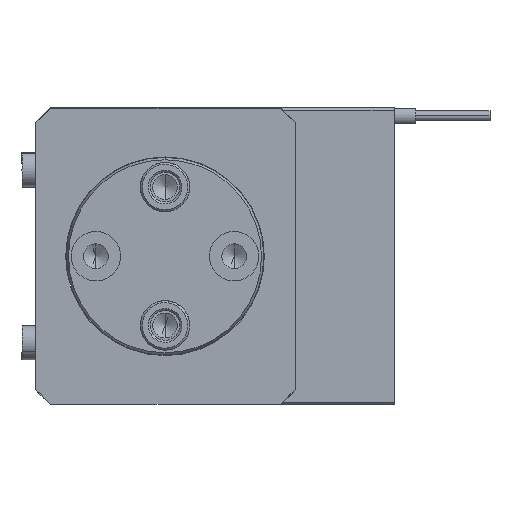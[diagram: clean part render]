
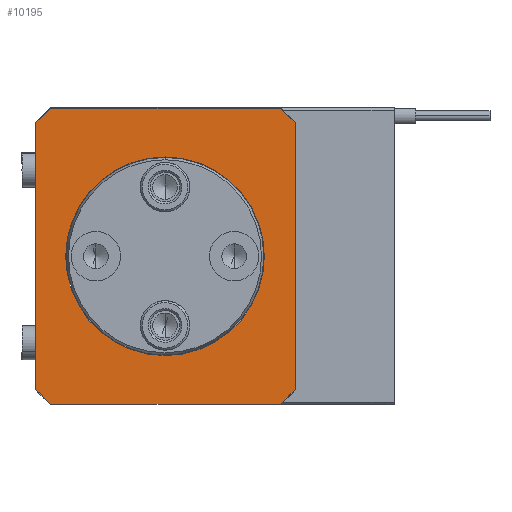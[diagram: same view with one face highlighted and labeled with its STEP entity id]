
A CAD part, left-side view. The second image highlights one B-rep face of the part: STEP entity #10195.
In plain terms, the highlighted face is planar.
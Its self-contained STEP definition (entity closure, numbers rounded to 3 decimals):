
#103 = AXIS2_PLACEMENT_3D ( 'NONE', #13878, #27068, #40701 ) ;
#184 = LINE ( 'NONE', #35272, #28493 ) ;
#1709 = EDGE_CURVE ( 'NONE', #24513, #21017, #10609, .T. ) ;
#2132 = EDGE_LOOP ( 'NONE', ( #30644, #22225 ) ) ;
#2272 = DIRECTION ( 'NONE',  ( 1., 0., 0. ) ) ;
#2513 = AXIS2_PLACEMENT_3D ( 'NONE', #34955, #20674, #4020 ) ;
#3307 = DIRECTION ( 'NONE',  ( 0., 0., 1. ) ) ;
#3341 = CIRCLE ( 'NONE', #28340, 20.1 ) ;
#3497 = CARTESIAN_POINT ( 'NONE',  ( 26.625, 26.625, 14.3 ) ) ;
#3944 = EDGE_CURVE ( 'NONE', #22155, #41896, #24839, .T. ) ;
#4020 = DIRECTION ( 'NONE',  ( 1., 0., 0. ) ) ;
#5161 = CARTESIAN_POINT ( 'NONE',  ( -20.1, 0.1, 14.3 ) ) ;
#5240 = VECTOR ( 'NONE', #14352, 1000. ) ;
#5368 = CARTESIAN_POINT ( 'NONE',  ( -27., -26.25, 14.3 ) ) ;
#6783 = EDGE_LOOP ( 'NONE', ( #43422, #16324, #25614, #26688, #11643, #14649, #17691, #23193 ) ) ;
#6941 = CARTESIAN_POINT ( 'NONE',  ( -30., -23.25, 14.3 ) ) ;
#7990 = CARTESIAN_POINT ( 'NONE',  ( 30., 26.25, 14.3 ) ) ;
#10195 = ADVANCED_FACE ( 'NONE', ( #21410, #25705 ), #13279, .T. ) ;
#10318 = CARTESIAN_POINT ( 'NONE',  ( 26.625, -26.625, 14.3 ) ) ;
#10609 = LINE ( 'NONE', #3497, #15397 ) ;
#10958 = CARTESIAN_POINT ( 'NONE',  ( 30., 23.25, 14.3 ) ) ;
#11332 = CARTESIAN_POINT ( 'NONE',  ( 30., -23.25, 14.3 ) ) ;
#11643 = ORIENTED_EDGE ( 'NONE', *, *, #14811, .T. ) ;
#11885 = VECTOR ( 'NONE', #24388, 1000. ) ;
#12594 = EDGE_CURVE ( 'NONE', #13413, #12863, #28216, .T. ) ;
#12613 = LINE ( 'NONE', #10318, #26528 ) ;
#12863 = VERTEX_POINT ( 'NONE', #5368 ) ;
#13279 = PLANE ( 'NONE',  #103 ) ;
#13413 = VERTEX_POINT ( 'NONE', #6941 ) ;
#13852 = CARTESIAN_POINT ( 'NONE',  ( -30., 23.25, 14.3 ) ) ;
#13878 = CARTESIAN_POINT ( 'NONE',  ( 0., 0., 14.3 ) ) ;
#14352 = DIRECTION ( 'NONE',  ( 0.707, -0.707, 0. ) ) ;
#14353 = DIRECTION ( 'NONE',  ( -0.707, 0.707, 0. ) ) ;
#14649 = ORIENTED_EDGE ( 'NONE', *, *, #30401, .T. ) ;
#14811 = EDGE_CURVE ( 'NONE', #21017, #15078, #184, .T. ) ;
#15078 = VERTEX_POINT ( 'NONE', #40304 ) ;
#15193 = EDGE_CURVE ( 'NONE', #34333, #13413, #20953, .T. ) ;
#15397 = VECTOR ( 'NONE', #14353, 1000. ) ;
#16324 = ORIENTED_EDGE ( 'NONE', *, *, #20369, .T. ) ;
#16876 = DIRECTION ( 'NONE',  ( 0.707, 0.707, 0. ) ) ;
#17244 = VERTEX_POINT ( 'NONE', #11332 ) ;
#17329 = VECTOR ( 'NONE', #25318, 1000. ) ;
#17503 = CARTESIAN_POINT ( 'NONE',  ( -30., 26.25, 14.3 ) ) ;
#17691 = ORIENTED_EDGE ( 'NONE', *, *, #15193, .T. ) ;
#17713 = CARTESIAN_POINT ( 'NONE',  ( 27., 26.25, 14.3 ) ) ;
#20037 = DIRECTION ( 'NONE',  ( -0.707, -0.707, 0. ) ) ;
#20369 = EDGE_CURVE ( 'NONE', #25098, #17244, #12613, .T. ) ;
#20564 = LINE ( 'NONE', #7990, #17329 ) ;
#20674 = DIRECTION ( 'NONE',  ( 0., 0., 1. ) ) ;
#20953 = LINE ( 'NONE', #17503, #11885 ) ;
#21017 = VERTEX_POINT ( 'NONE', #17713 ) ;
#21410 = FACE_BOUND ( 'NONE', #2132, .T. ) ;
#22155 = VERTEX_POINT ( 'NONE', #29128 ) ;
#22225 = ORIENTED_EDGE ( 'NONE', *, *, #3944, .F. ) ;
#23193 = ORIENTED_EDGE ( 'NONE', *, *, #12594, .T. ) ;
#24388 = DIRECTION ( 'NONE',  ( 0., -1., 0. ) ) ;
#24513 = VERTEX_POINT ( 'NONE', #10958 ) ;
#24839 = CIRCLE ( 'NONE', #2513, 20.1 ) ;
#25098 = VERTEX_POINT ( 'NONE', #39031 ) ;
#25318 = DIRECTION ( 'NONE',  ( 0., 1., 0. ) ) ;
#25614 = ORIENTED_EDGE ( 'NONE', *, *, #37462, .T. ) ;
#25705 = FACE_OUTER_BOUND ( 'NONE', #6783, .T. ) ;
#26528 = VECTOR ( 'NONE', #16876, 1000. ) ;
#26688 = ORIENTED_EDGE ( 'NONE', *, *, #1709, .T. ) ;
#27068 = DIRECTION ( 'NONE',  ( 0., 0., 1. ) ) ;
#27788 = VECTOR ( 'NONE', #20037, 1000. ) ;
#28216 = LINE ( 'NONE', #31427, #5240 ) ;
#28340 = AXIS2_PLACEMENT_3D ( 'NONE', #30632, #3307, #36952 ) ;
#28350 = DIRECTION ( 'NONE',  ( -1., 0., 0. ) ) ;
#28493 = VECTOR ( 'NONE', #28350, 1000. ) ;
#29128 = CARTESIAN_POINT ( 'NONE',  ( 20.1, 0.1, 14.3 ) ) ;
#30401 = EDGE_CURVE ( 'NONE', #15078, #34333, #35322, .T. ) ;
#30632 = CARTESIAN_POINT ( 'NONE',  ( 0., 0.1, 14.3 ) ) ;
#30644 = ORIENTED_EDGE ( 'NONE', *, *, #36804, .F. ) ;
#31427 = CARTESIAN_POINT ( 'NONE',  ( -26.625, -26.625, 14.3 ) ) ;
#33179 = CARTESIAN_POINT ( 'NONE',  ( -30., -26.25, 14.3 ) ) ;
#34333 = VERTEX_POINT ( 'NONE', #13852 ) ;
#34896 = LINE ( 'NONE', #33179, #40254 ) ;
#34955 = CARTESIAN_POINT ( 'NONE',  ( 0., 0.1, 14.3 ) ) ;
#35272 = CARTESIAN_POINT ( 'NONE',  ( -30., 26.25, 14.3 ) ) ;
#35322 = LINE ( 'NONE', #40141, #27788 ) ;
#36804 = EDGE_CURVE ( 'NONE', #41896, #22155, #3341, .T. ) ;
#36952 = DIRECTION ( 'NONE',  ( 1., 0., 0. ) ) ;
#37462 = EDGE_CURVE ( 'NONE', #17244, #24513, #20564, .T. ) ;
#39031 = CARTESIAN_POINT ( 'NONE',  ( 27., -26.25, 14.3 ) ) ;
#40141 = CARTESIAN_POINT ( 'NONE',  ( -26.625, 26.625, 14.3 ) ) ;
#40254 = VECTOR ( 'NONE', #2272, 1000. ) ;
#40304 = CARTESIAN_POINT ( 'NONE',  ( -27., 26.25, 14.3 ) ) ;
#40701 = DIRECTION ( 'NONE',  ( 1., 0., 0. ) ) ;
#41896 = VERTEX_POINT ( 'NONE', #5161 ) ;
#42379 = EDGE_CURVE ( 'NONE', #12863, #25098, #34896, .T. ) ;
#43422 = ORIENTED_EDGE ( 'NONE', *, *, #42379, .T. ) ;
